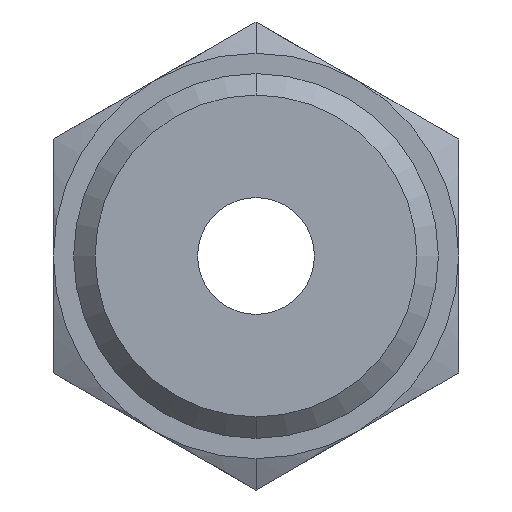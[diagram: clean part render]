
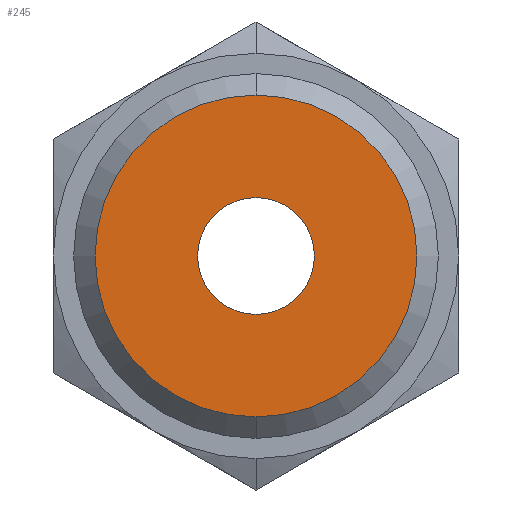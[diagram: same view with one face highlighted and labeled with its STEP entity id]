
A CAD part, left-side view. The second image highlights one B-rep face of the part: STEP entity #245.
In plain terms, the highlighted planar face has unit normal (-1, 0, 0).
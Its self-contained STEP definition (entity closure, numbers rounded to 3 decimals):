
#132=CARTESIAN_POINT('POINT9',(0.,
   0.,6.304));
#133=VERTEX_POINT('VERTEX9',#132);
#141=CARTESIAN_POINT('POINT10',(0.,
   0.,-6.304));
#142=VERTEX_POINT('VERTEX10',#141);
#149=CARTESIAN_POINT('POS16',(0.,0.,0.))
   ;
#150=DIRECTION('DIR23',(1.,0.,0.));
#151=DIRECTION('DIR24',(0.,0.,1.));
#152=AXIS2_PLACEMENT_3D('AXIS8',#149,#150,#151);
#153=CIRCLE('ELLIPSE5',#152,6.304);
#154=EDGE_CURVE('EDGE17',#142,#133,#153,.T.);
#165=EDGE_CURVE('EDGE18',#133,#142,#153,.T.);
#221=CARTESIAN_POINT('POINT19',(0.,0.,2.286));
#222=VERTEX_POINT('VERTEX19',#221);
#223=CARTESIAN_POINT('POINT20',(0.,
   0.,-2.286));
#224=VERTEX_POINT('VERTEX20',#223);
#225=CARTESIAN_POINT('POS20',(0.,0.,
   0.));
#226=DIRECTION('DIR31',(1.,0.,0.));
#227=DIRECTION('DIR32',(0.,0.,1.));
#228=AXIS2_PLACEMENT_3D('AXIS12',#225,#226,#227);
#229=CIRCLE('ELLIPSE7',#228,2.286);
#230=EDGE_CURVE('EDGE27',#222,#224,#229,.T.);
#231=ORIENTED_EDGE('COEDGE43',*,*,#230,.T.);
#232=EDGE_CURVE('EDGE28',#224,#222,#229,.T.);
#233=ORIENTED_EDGE('COEDGE44',*,*,#232,.T.);
#234=EDGE_LOOP('NONE',(#231,#233));
#235=FACE_BOUND('LOOP1',#234,.T.);
#236=ORIENTED_EDGE('COEDGE45',*,*,#165,.F.);
#237=ORIENTED_EDGE('COEDGE46',*,*,#154,.F.);
#238=EDGE_LOOP('NONE',(#236,#237));
#239=FACE_BOUND('LOOP1',#238,.T.);
#240=CARTESIAN_POINT('POS21',(0.,0.,
   3.152));
#241=DIRECTION('DIR33',(-1.,0.,0.));
#242=DIRECTION('DIR34',(0.,1.,0.));
#243=AXIS2_PLACEMENT_3D('AXIS13',#240,#241,#242);
#244=PLANE('PLANE2',#243);
#245=ADVANCED_FACE('FACE10',(#235,#239),#244,.T.);
